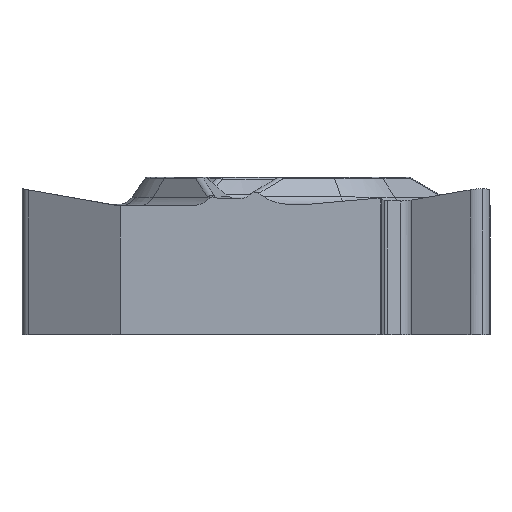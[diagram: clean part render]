
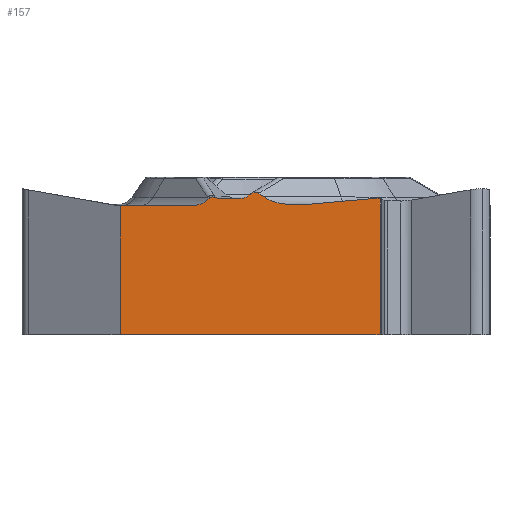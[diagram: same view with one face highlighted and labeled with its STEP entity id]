
A CAD part, left-side view. The second image highlights one B-rep face of the part: STEP entity #157.
In plain terms, the highlighted planar face has unit normal (-1, 0, 0).
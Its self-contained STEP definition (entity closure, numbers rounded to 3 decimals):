
#157=ADVANCED_FACE('',(#350),#309,.F.);
#309=PLANE('',#2582);
#350=FACE_OUTER_BOUND('',#497,.T.);
#497=EDGE_LOOP('',(#837,#838,#839,#840,#841,#842,#843,#844,#845,#846,#847,
#848,#849,#850,#851));
#654=CIRCLE('',#2581,0.75);
#767=ELLIPSE('',#2576,1.5,0.75);
#768=ELLIPSE('',#2577,0.304,0.205);
#769=ELLIPSE('',#2578,0.309,0.3);
#770=ELLIPSE('',#2579,0.309,0.3);
#771=ELLIPSE('',#2580,0.884,0.75);
#837=ORIENTED_EDGE('',*,*,#1818,.T.);
#838=ORIENTED_EDGE('',*,*,#1819,.F.);
#839=ORIENTED_EDGE('',*,*,#1820,.T.);
#840=ORIENTED_EDGE('',*,*,#1821,.T.);
#841=ORIENTED_EDGE('',*,*,#1822,.F.);
#842=ORIENTED_EDGE('',*,*,#1823,.F.);
#843=ORIENTED_EDGE('',*,*,#1824,.T.);
#844=ORIENTED_EDGE('',*,*,#1825,.T.);
#845=ORIENTED_EDGE('',*,*,#1826,.T.);
#846=ORIENTED_EDGE('',*,*,#1827,.T.);
#847=ORIENTED_EDGE('',*,*,#1828,.F.);
#848=ORIENTED_EDGE('',*,*,#1829,.T.);
#849=ORIENTED_EDGE('',*,*,#1830,.T.);
#850=ORIENTED_EDGE('',*,*,#1831,.T.);
#851=ORIENTED_EDGE('',*,*,#1832,.F.);
#1589=VERTEX_POINT('',#3977);
#1590=VERTEX_POINT('',#3978);
#1591=VERTEX_POINT('',#3980);
#1592=VERTEX_POINT('',#3982);
#1593=VERTEX_POINT('',#3984);
#1594=VERTEX_POINT('',#3986);
#1595=VERTEX_POINT('',#3988);
#1596=VERTEX_POINT('',#3990);
#1597=VERTEX_POINT('',#3992);
#1598=VERTEX_POINT('',#3994);
#1599=VERTEX_POINT('',#3996);
#1600=VERTEX_POINT('',#4010);
#1601=VERTEX_POINT('',#4012);
#1602=VERTEX_POINT('',#4014);
#1603=VERTEX_POINT('',#4016);
#1818=EDGE_CURVE('',#1589,#1590,#2187,.T.);
#1819=EDGE_CURVE('',#1591,#1590,#2188,.T.);
#1820=EDGE_CURVE('',#1591,#1592,#2189,.T.);
#1821=EDGE_CURVE('',#1592,#1593,#767,.T.);
#1822=EDGE_CURVE('',#1594,#1593,#2190,.T.);
#1823=EDGE_CURVE('',#1595,#1594,#768,.T.);
#1824=EDGE_CURVE('',#1595,#1596,#2191,.T.);
#1825=EDGE_CURVE('',#1596,#1597,#769,.T.);
#1826=EDGE_CURVE('',#1597,#1598,#2192,.T.);
#1827=EDGE_CURVE('',#1598,#1599,#770,.T.);
#1828=EDGE_CURVE('',#1600,#1599,#2494,.T.);
#1829=EDGE_CURVE('',#1600,#1601,#771,.T.);
#1830=EDGE_CURVE('',#1601,#1602,#2193,.T.);
#1831=EDGE_CURVE('',#1602,#1603,#654,.T.);
#1832=EDGE_CURVE('',#1589,#1603,#2194,.T.);
#2187=LINE('',#3976,#2340);
#2188=LINE('',#3979,#2341);
#2189=LINE('',#3981,#2342);
#2190=LINE('',#3985,#2343);
#2191=LINE('',#3989,#2344);
#2192=LINE('',#3993,#2345);
#2193=LINE('',#4013,#2346);
#2194=LINE('',#4017,#2347);
#2340=VECTOR('',#2879,1.);
#2341=VECTOR('',#2880,1.);
#2342=VECTOR('',#2881,1.);
#2343=VECTOR('',#2884,1.);
#2344=VECTOR('',#2887,1.);
#2345=VECTOR('',#2890,1.);
#2346=VECTOR('',#2895,1.);
#2347=VECTOR('',#2898,1.);
#2494=B_SPLINE_CURVE_WITH_KNOTS('',3,(#3997,#3998,#3999,#4000,#4001,#4002,
#4003,#4004,#4005,#4006,#4007,#4008,#4009),.UNSPECIFIED.,.F.,.F.,(4,3,3,
3,4),(0.,0.251,0.501,0.761,1.),
 .UNSPECIFIED.);
#2576=AXIS2_PLACEMENT_3D('',#3983,#2882,#2883);
#2577=AXIS2_PLACEMENT_3D('',#3987,#2885,#2886);
#2578=AXIS2_PLACEMENT_3D('',#3991,#2888,#2889);
#2579=AXIS2_PLACEMENT_3D('',#3995,#2891,#2892);
#2580=AXIS2_PLACEMENT_3D('',#4011,#2893,#2894);
#2581=AXIS2_PLACEMENT_3D('',#4015,#2896,#2897);
#2582=AXIS2_PLACEMENT_3D('',#4018,#2899,#2900);
#2879=DIRECTION('',(0.,-1.,0.));
#2880=DIRECTION('',(0.,0.,-1.));
#2881=DIRECTION('',(0.,0.996,-0.088));
#2882=DIRECTION('',(1.,0.,0.));
#2883=DIRECTION('',(0.,1.,0.));
#2884=DIRECTION('',(0.,-0.814,-0.581));
#2885=DIRECTION('',(1.,0.,0.));
#2886=DIRECTION('',(0.,-0.858,0.514));
#2887=DIRECTION('',(0.,0.775,-0.631));
#2888=DIRECTION('',(1.,0.,0.));
#2889=DIRECTION('',(0.,-1.,0.));
#2890=DIRECTION('',(0.,1.,0.));
#2891=DIRECTION('',(1.,0.,0.));
#2892=DIRECTION('',(0.,-1.,0.));
#2893=DIRECTION('',(1.,0.,0.));
#2894=DIRECTION('',(0.,-1.,0.));
#2895=DIRECTION('',(0.,1.,0.));
#2896=DIRECTION('',(1.,0.,0.));
#2897=DIRECTION('',(0.,1.,0.));
#2898=DIRECTION('',(0.,0.,1.));
#2899=DIRECTION('',(1.,0.,0.));
#2900=DIRECTION('',(0.,1.,0.));
#3976=CARTESIAN_POINT('',(-6.35,8.7,-5.56));
#3977=CARTESIAN_POINT('',(-6.35,5.825,-5.56));
#3978=CARTESIAN_POINT('',(-6.35,-4.179,-5.56));
#3979=CARTESIAN_POINT('',(-6.35,-4.179,-9.861));
#3980=CARTESIAN_POINT('',(-6.35,-4.179,-0.302));
#3981=CARTESIAN_POINT('',(-6.35,-2.246,-0.472));
#3982=CARTESIAN_POINT('',(-6.35,-1.196,-0.565));
#3983=CARTESIAN_POINT('',(-6.35,-0.935,0.174));
#3984=CARTESIAN_POINT('',(-6.35,0.293,-0.256));
#3985=CARTESIAN_POINT('',(-6.35,17.805,12.249));
#3986=CARTESIAN_POINT('',(-6.35,0.483,-0.121));
#3987=CARTESIAN_POINT('',(-6.35,0.704,-0.32));
#3988=CARTESIAN_POINT('',(-6.35,0.862,-0.181));
#3989=CARTESIAN_POINT('',(-6.35,-6.754,6.019));
#3990=CARTESIAN_POINT('',(-6.35,0.934,-0.24));
#3991=CARTESIAN_POINT('',(-6.35,1.132,-0.01));
#3992=CARTESIAN_POINT('',(-6.35,1.132,-0.31));
#3993=CARTESIAN_POINT('',(-6.35,8.7,-0.31));
#3994=CARTESIAN_POINT('',(-6.35,2.034,-0.31));
#3995=CARTESIAN_POINT('',(-6.35,2.034,-0.01));
#3996=CARTESIAN_POINT('',(-6.35,2.162,-0.283));
#3997=CARTESIAN_POINT('',(-6.35,2.401,-0.323));
#3998=CARTESIAN_POINT('',(-6.35,2.386,-0.307));
#3999=CARTESIAN_POINT('',(-6.35,2.369,-0.294));
#4000=CARTESIAN_POINT('',(-6.35,2.349,-0.285));
#4001=CARTESIAN_POINT('',(-6.35,2.33,-0.275));
#4002=CARTESIAN_POINT('',(-6.35,2.309,-0.268));
#4003=CARTESIAN_POINT('',(-6.35,2.288,-0.265));
#4004=CARTESIAN_POINT('',(-6.35,2.266,-0.262));
#4005=CARTESIAN_POINT('',(-6.35,2.243,-0.262));
#4006=CARTESIAN_POINT('',(-6.35,2.221,-0.266));
#4007=CARTESIAN_POINT('',(-6.35,2.2,-0.269));
#4008=CARTESIAN_POINT('',(-6.35,2.18,-0.275));
#4009=CARTESIAN_POINT('',(-6.35,2.162,-0.283));
#4010=CARTESIAN_POINT('',(-6.35,2.401,-0.323));
#4011=CARTESIAN_POINT('',(-6.35,3.09,0.147));
#4012=CARTESIAN_POINT('',(-6.35,3.09,-0.603));
#4013=CARTESIAN_POINT('',(-6.35,8.7,-0.603));
#4014=CARTESIAN_POINT('',(-6.35,5.814,-0.603));
#4015=CARTESIAN_POINT('',(-6.35,5.814,0.147));
#4016=CARTESIAN_POINT('',(-6.35,5.825,-0.603));
#4017=CARTESIAN_POINT('',(-6.35,5.825,25.));
#4018=CARTESIAN_POINT('',(-6.35,8.7,25.));
